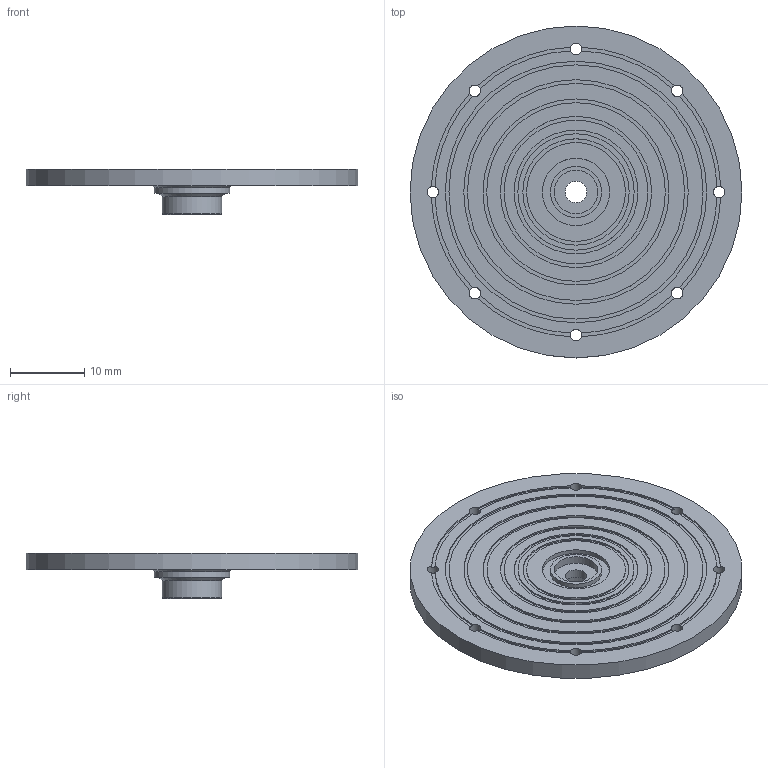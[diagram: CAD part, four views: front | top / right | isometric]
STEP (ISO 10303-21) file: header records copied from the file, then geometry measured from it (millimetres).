
FILE_DESCRIPTION(('FreeCAD Model'),'2;1');
FILE_NAME('SM-S4303R-bigl-rounded-horn.step','2014-08-16T20:02:02',('FreeCAD'),('FreeCAD'), 'Open CASCADE STEP processor 6.7','FreeCAD','Unknown');
FILE_SCHEMA(('AUTOMOTIVE_DESIGN_CC2 { 1 2 10303 214 -1 1 5 4 }'));
Length unit declared in the file: millimetre
Products named in the file (1): rounded-horn-final
Bounding box: 44.8 x 44.8 x 6.1 mm (x, y, z)
Volume: 3455.1 mm3; surface area: 3944.4 mm2
Topology: 1 solids, 1 shells, 76 faces, 186 edges, 123 vertices
Faces by surface type: cylinder 44, plane 29, cone 2, torus 1
Full cylindrical faces by diameter (mm): 1.56 x8, 2.9 x1, 5.85 x1, 5.9 x1, 6.9 x1, 8 x1, 9.1 x1, 10.2 x1, 13.35 x1, 14.35 x1, 15.7 x1, 16.7 x1, 19.4 x1, 20.4 x1, 24.1 x1, 25.1 x1, 29.3 x1, 30.3 x1, 34.3 x1, 35.3 x1, 44.8 x1
Entity records: 5027 total; most frequent: CARTESIAN_POINT 1452, DIRECTION 662, ORIENTED_EDGE 372, PCURVE 372, DEFINITIONAL_REPRESENTATION 372, LINE 244, VECTOR 244, AXIS2_PLACEMENT_3D 201
